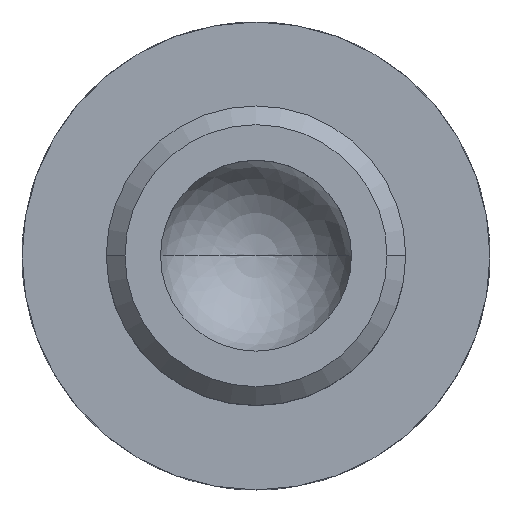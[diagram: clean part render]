
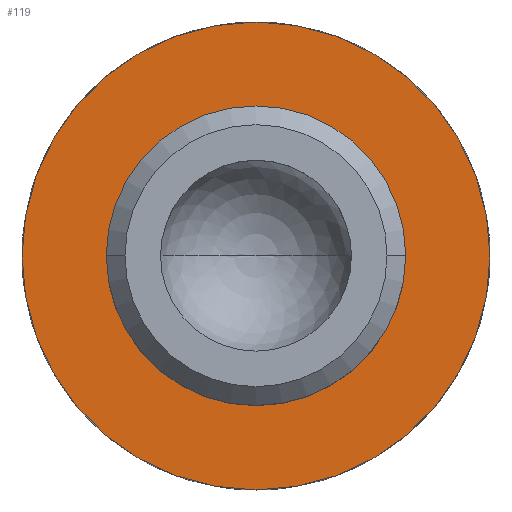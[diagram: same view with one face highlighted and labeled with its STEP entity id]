
A CAD part, top view. The second image highlights one B-rep face of the part: STEP entity #119.
In plain terms, the highlighted planar face has unit normal (0, 0, 1).
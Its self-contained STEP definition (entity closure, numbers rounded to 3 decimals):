
#119=ADVANCED_FACE('',(#254,#255),#256,.T.);
#254=FACE_BOUND('',#400,.T.);
#255=FACE_OUTER_BOUND('',#401,.T.);
#256=PLANE('',#402);
#400=EDGE_LOOP('',(#662,#663));
#401=EDGE_LOOP('',(#664,#665));
#402=AXIS2_PLACEMENT_3D('',#666,#667,#668);
#662=ORIENTED_EDGE('',*,*,#918,.T.);
#663=ORIENTED_EDGE('',*,*,#874,.T.);
#664=ORIENTED_EDGE('',*,*,#824,.F.);
#665=ORIENTED_EDGE('',*,*,#919,.F.);
#666=CARTESIAN_POINT('',(10.704,150.197,4.0));
#667=DIRECTION('',(0.0,0.0,1.0));
#668=DIRECTION('',(1.0,0.0,0.0));
#824=EDGE_CURVE('',#963,#965,#966,.T.);
#874=EDGE_CURVE('',#1049,#1047,#1050,.T.);
#918=EDGE_CURVE('',#1047,#1049,#1107,.T.);
#919=EDGE_CURVE('',#965,#963,#1108,.T.);
#963=VERTEX_POINT('',#1155);
#965=VERTEX_POINT('',#1158);
#966=CIRCLE('',#1159,12.5);
#1047=VERTEX_POINT('',#1251);
#1049=VERTEX_POINT('',#1254);
#1050=CIRCLE('',#1255,8.0);
#1107=CIRCLE('',#1324,8.0);
#1108=CIRCLE('',#1325,12.5);
#1155=CARTESIAN_POINT('',(23.204,150.197,4.0));
#1158=CARTESIAN_POINT('',(-1.796,150.197,4.0));
#1159=AXIS2_PLACEMENT_3D('',#1369,#1370,#1371);
#1251=CARTESIAN_POINT('',(18.704,150.197,4.0));
#1254=CARTESIAN_POINT('',(2.704,150.197,4.0));
#1255=AXIS2_PLACEMENT_3D('',#1465,#1466,#1467);
#1324=AXIS2_PLACEMENT_3D('',#1531,#1532,#1533);
#1325=AXIS2_PLACEMENT_3D('',#1534,#1535,#1536);
#1369=CARTESIAN_POINT('',(10.704,150.197,4.0));
#1370=DIRECTION('',(0.0,0.0,-1.0));
#1371=DIRECTION('',(1.0,0.0,0.0));
#1465=CARTESIAN_POINT('',(10.704,150.197,4.0));
#1466=DIRECTION('',(0.0,0.0,-1.0));
#1467=DIRECTION('',(1.0,0.0,0.0));
#1531=CARTESIAN_POINT('',(10.704,150.197,4.0));
#1532=DIRECTION('',(0.0,0.0,-1.0));
#1533=DIRECTION('',(1.0,0.0,0.0));
#1534=CARTESIAN_POINT('',(10.704,150.197,4.0));
#1535=DIRECTION('',(0.0,0.0,-1.0));
#1536=DIRECTION('',(1.0,0.0,0.0));
